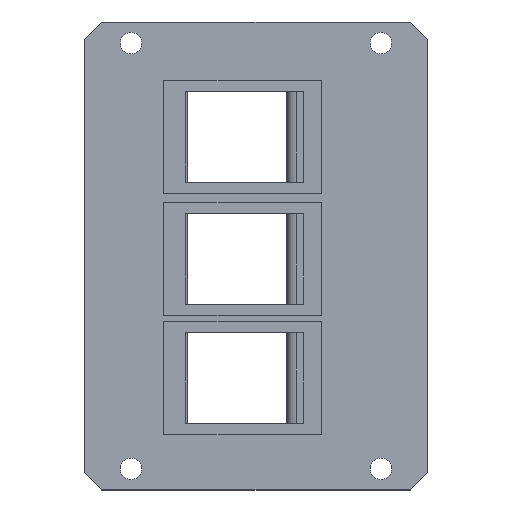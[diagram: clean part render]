
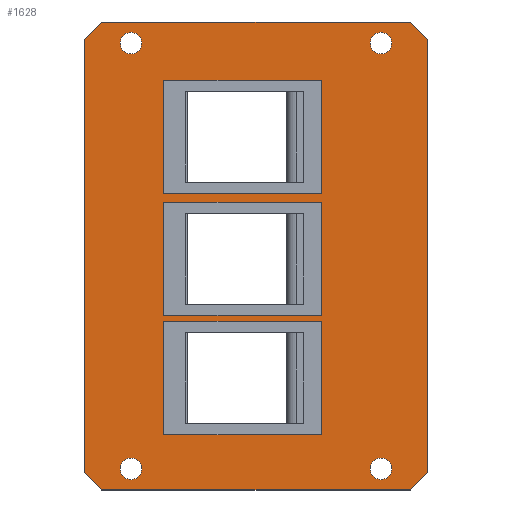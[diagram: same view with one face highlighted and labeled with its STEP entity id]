
A CAD part, top view. The second image highlights one B-rep face of the part: STEP entity #1628.
In plain terms, the highlighted planar face has unit normal (0, 0, 1).
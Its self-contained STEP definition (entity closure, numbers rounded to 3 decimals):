
#18=FACE_BOUND('',#215,.T.);
#19=FACE_BOUND('',#216,.T.);
#20=FACE_BOUND('',#217,.T.);
#21=FACE_BOUND('',#218,.T.);
#22=FACE_BOUND('',#219,.T.);
#23=FACE_BOUND('',#220,.T.);
#24=FACE_BOUND('',#221,.T.);
#39=CIRCLE('',#1718,1.8);
#41=CIRCLE('',#1721,1.8);
#43=CIRCLE('',#1724,1.8);
#45=CIRCLE('',#1727,1.8);
#131=FACE_OUTER_BOUND('',#214,.T.);
#214=EDGE_LOOP('',(#1429,#1430,#1431,#1432,#1433,#1434,#1435,#1436));
#215=EDGE_LOOP('',(#1437,#1438,#1439,#1440));
#216=EDGE_LOOP('',(#1441,#1442,#1443,#1444));
#217=EDGE_LOOP('',(#1445,#1446,#1447,#1448));
#218=EDGE_LOOP('',(#1449));
#219=EDGE_LOOP('',(#1450));
#220=EDGE_LOOP('',(#1451));
#221=EDGE_LOOP('',(#1452));
#230=LINE('',#2143,#441);
#236=LINE('',#2155,#447);
#284=LINE('',#2254,#495);
#287=LINE('',#2259,#498);
#291=LINE('',#2270,#502);
#297=LINE('',#2282,#508);
#345=LINE('',#2381,#556);
#348=LINE('',#2386,#559);
#352=LINE('',#2397,#563);
#358=LINE('',#2409,#569);
#406=LINE('',#2508,#617);
#409=LINE('',#2513,#620);
#417=LINE('',#2548,#628);
#421=LINE('',#2556,#632);
#424=LINE('',#2562,#635);
#427=LINE('',#2568,#638);
#430=LINE('',#2574,#641);
#433=LINE('',#2580,#644);
#436=LINE('',#2586,#647);
#439=LINE('',#2591,#650);
#441=VECTOR('',#1742,10.);
#447=VECTOR('',#1750,10.);
#495=VECTOR('',#1834,10.);
#498=VECTOR('',#1839,10.);
#502=VECTOR('',#1851,10.);
#508=VECTOR('',#1859,10.);
#556=VECTOR('',#1943,10.);
#559=VECTOR('',#1948,10.);
#563=VECTOR('',#1960,10.);
#569=VECTOR('',#1968,10.);
#617=VECTOR('',#2052,10.);
#620=VECTOR('',#2057,10.);
#628=VECTOR('',#2097,10.);
#632=VECTOR('',#2103,10.);
#635=VECTOR('',#2108,10.);
#638=VECTOR('',#2113,10.);
#641=VECTOR('',#2118,10.);
#644=VECTOR('',#2123,10.);
#647=VECTOR('',#2128,10.);
#650=VECTOR('',#2133,10.);
#652=VERTEX_POINT('',#2141);
#653=VERTEX_POINT('',#2142);
#658=VERTEX_POINT('',#2154);
#691=VERTEX_POINT('',#2253);
#694=VERTEX_POINT('',#2268);
#695=VERTEX_POINT('',#2269);
#700=VERTEX_POINT('',#2281);
#733=VERTEX_POINT('',#2380);
#736=VERTEX_POINT('',#2395);
#737=VERTEX_POINT('',#2396);
#742=VERTEX_POINT('',#2408);
#775=VERTEX_POINT('',#2507);
#779=VERTEX_POINT('',#2524);
#781=VERTEX_POINT('',#2530);
#783=VERTEX_POINT('',#2536);
#785=VERTEX_POINT('',#2542);
#786=VERTEX_POINT('',#2546);
#787=VERTEX_POINT('',#2547);
#790=VERTEX_POINT('',#2555);
#792=VERTEX_POINT('',#2561);
#794=VERTEX_POINT('',#2567);
#796=VERTEX_POINT('',#2573);
#798=VERTEX_POINT('',#2579);
#800=VERTEX_POINT('',#2585);
#802=EDGE_CURVE('',#652,#653,#230,.T.);
#808=EDGE_CURVE('',#658,#652,#236,.T.);
#858=EDGE_CURVE('',#691,#658,#284,.T.);
#861=EDGE_CURVE('',#653,#691,#287,.T.);
#865=EDGE_CURVE('',#694,#695,#291,.T.);
#871=EDGE_CURVE('',#700,#694,#297,.T.);
#921=EDGE_CURVE('',#733,#700,#345,.T.);
#924=EDGE_CURVE('',#695,#733,#348,.T.);
#928=EDGE_CURVE('',#736,#737,#352,.T.);
#934=EDGE_CURVE('',#742,#736,#358,.T.);
#984=EDGE_CURVE('',#775,#742,#406,.T.);
#987=EDGE_CURVE('',#737,#775,#409,.T.);
#993=EDGE_CURVE('',#779,#779,#39,.T.);
#996=EDGE_CURVE('',#781,#781,#41,.T.);
#999=EDGE_CURVE('',#783,#783,#43,.T.);
#1002=EDGE_CURVE('',#785,#785,#45,.T.);
#1003=EDGE_CURVE('',#786,#787,#417,.T.);
#1007=EDGE_CURVE('',#787,#790,#421,.T.);
#1010=EDGE_CURVE('',#792,#790,#424,.T.);
#1013=EDGE_CURVE('',#792,#794,#427,.T.);
#1016=EDGE_CURVE('',#794,#796,#430,.T.);
#1019=EDGE_CURVE('',#796,#798,#433,.T.);
#1022=EDGE_CURVE('',#800,#798,#436,.T.);
#1025=EDGE_CURVE('',#800,#786,#439,.T.);
#1429=ORIENTED_EDGE('',*,*,#1025,.T.);
#1430=ORIENTED_EDGE('',*,*,#1003,.T.);
#1431=ORIENTED_EDGE('',*,*,#1007,.T.);
#1432=ORIENTED_EDGE('',*,*,#1010,.F.);
#1433=ORIENTED_EDGE('',*,*,#1013,.T.);
#1434=ORIENTED_EDGE('',*,*,#1016,.T.);
#1435=ORIENTED_EDGE('',*,*,#1019,.T.);
#1436=ORIENTED_EDGE('',*,*,#1022,.F.);
#1437=ORIENTED_EDGE('',*,*,#928,.T.);
#1438=ORIENTED_EDGE('',*,*,#987,.T.);
#1439=ORIENTED_EDGE('',*,*,#984,.T.);
#1440=ORIENTED_EDGE('',*,*,#934,.T.);
#1441=ORIENTED_EDGE('',*,*,#865,.T.);
#1442=ORIENTED_EDGE('',*,*,#924,.T.);
#1443=ORIENTED_EDGE('',*,*,#921,.T.);
#1444=ORIENTED_EDGE('',*,*,#871,.T.);
#1445=ORIENTED_EDGE('',*,*,#802,.T.);
#1446=ORIENTED_EDGE('',*,*,#861,.T.);
#1447=ORIENTED_EDGE('',*,*,#858,.T.);
#1448=ORIENTED_EDGE('',*,*,#808,.T.);
#1449=ORIENTED_EDGE('',*,*,#1002,.T.);
#1450=ORIENTED_EDGE('',*,*,#999,.T.);
#1451=ORIENTED_EDGE('',*,*,#996,.T.);
#1452=ORIENTED_EDGE('',*,*,#993,.T.);
#1548=PLANE('',#1736);
#1628=ADVANCED_FACE('',(#131,#18,#19,#20,#21,#22,#23,#24),#1548,.T.);
#1718=AXIS2_PLACEMENT_3D('',#2526,#2072,#2073);
#1721=AXIS2_PLACEMENT_3D('',#2532,#2079,#2080);
#1724=AXIS2_PLACEMENT_3D('',#2538,#2086,#2087);
#1727=AXIS2_PLACEMENT_3D('',#2544,#2093,#2094);
#1736=AXIS2_PLACEMENT_3D('',#2593,#2135,#2136);
#1742=DIRECTION('',(-1.,0.,0.));
#1750=DIRECTION('',(0.,-1.,0.));
#1834=DIRECTION('',(1.,0.,0.));
#1839=DIRECTION('',(0.,1.,0.));
#1851=DIRECTION('',(-1.,0.,0.));
#1859=DIRECTION('',(0.,-1.,0.));
#1943=DIRECTION('',(1.,0.,0.));
#1948=DIRECTION('',(0.,1.,0.));
#1960=DIRECTION('',(-1.,0.,0.));
#1968=DIRECTION('',(0.,-1.,0.));
#2052=DIRECTION('',(1.,0.,0.));
#2057=DIRECTION('',(0.,1.,0.));
#2072=DIRECTION('center_axis',(0.,0.,-1.));
#2073=DIRECTION('ref_axis',(0.,-1.,0.));
#2079=DIRECTION('center_axis',(0.,0.,-1.));
#2080=DIRECTION('ref_axis',(0.,-1.,0.));
#2086=DIRECTION('center_axis',(0.,0.,-1.));
#2087=DIRECTION('ref_axis',(0.,-1.,0.));
#2093=DIRECTION('center_axis',(0.,0.,-1.));
#2094=DIRECTION('ref_axis',(0.,-1.,0.));
#2097=DIRECTION('',(-0.707,0.707,0.));
#2103=DIRECTION('',(-1.,0.,0.));
#2108=DIRECTION('',(0.707,0.707,0.));
#2113=DIRECTION('',(0.,-1.,0.));
#2118=DIRECTION('',(0.707,-0.707,0.));
#2123=DIRECTION('',(1.,0.,0.));
#2128=DIRECTION('',(-0.707,-0.707,0.));
#2133=DIRECTION('',(0.,1.,0.));
#2135=DIRECTION('center_axis',(0.,0.,1.));
#2136=DIRECTION('ref_axis',(0.,-1.,0.));
#2141=CARTESIAN_POINT('',(133.2,-123.585,5.404));
#2142=CARTESIAN_POINT('',(106.704,-123.585,5.404));
#2143=CARTESIAN_POINT('',(127.7,-123.585,5.404));
#2154=CARTESIAN_POINT('',(133.2,-104.589,5.404));
#2155=CARTESIAN_POINT('',(133.2,-119.337,5.404));
#2253=CARTESIAN_POINT('',(106.704,-104.589,5.404));
#2254=CARTESIAN_POINT('',(114.452,-104.589,5.404));
#2259=CARTESIAN_POINT('',(106.704,-128.835,5.404));
#2268=CARTESIAN_POINT('',(133.2,-144.085,5.404));
#2269=CARTESIAN_POINT('',(106.704,-144.085,5.404));
#2270=CARTESIAN_POINT('',(127.7,-144.085,5.404));
#2281=CARTESIAN_POINT('',(133.2,-125.089,5.404));
#2282=CARTESIAN_POINT('',(133.2,-129.587,5.404));
#2380=CARTESIAN_POINT('',(106.704,-125.089,5.404));
#2381=CARTESIAN_POINT('',(114.452,-125.089,5.404));
#2386=CARTESIAN_POINT('',(106.704,-139.085,5.404));
#2395=CARTESIAN_POINT('',(133.2,-164.085,5.404));
#2396=CARTESIAN_POINT('',(106.704,-164.085,5.404));
#2397=CARTESIAN_POINT('',(127.7,-164.085,5.404));
#2408=CARTESIAN_POINT('',(133.2,-145.089,5.404));
#2409=CARTESIAN_POINT('',(133.2,-139.587,5.404));
#2507=CARTESIAN_POINT('',(106.704,-145.089,5.404));
#2508=CARTESIAN_POINT('',(114.452,-145.089,5.404));
#2513=CARTESIAN_POINT('',(106.704,-149.085,5.404));
#2524=CARTESIAN_POINT('',(143.2,-168.035,5.404));
#2526=CARTESIAN_POINT('Origin',(143.2,-169.835,5.404));
#2530=CARTESIAN_POINT('',(101.2,-96.535,5.404));
#2532=CARTESIAN_POINT('Origin',(101.2,-98.335,5.404));
#2536=CARTESIAN_POINT('',(101.2,-168.035,5.404));
#2538=CARTESIAN_POINT('Origin',(101.2,-169.835,5.404));
#2542=CARTESIAN_POINT('',(143.2,-96.535,5.404));
#2544=CARTESIAN_POINT('Origin',(143.2,-98.335,5.404));
#2546=CARTESIAN_POINT('',(151.,-97.668,5.404));
#2547=CARTESIAN_POINT('',(148.117,-94.785,5.404));
#2548=CARTESIAN_POINT('',(151.,-97.668,5.404));
#2555=CARTESIAN_POINT('',(96.283,-94.785,5.404));
#2556=CARTESIAN_POINT('',(148.117,-94.785,5.404));
#2561=CARTESIAN_POINT('',(93.4,-97.668,5.404));
#2562=CARTESIAN_POINT('',(93.4,-97.668,5.404));
#2567=CARTESIAN_POINT('',(93.4,-170.502,5.404));
#2568=CARTESIAN_POINT('',(93.4,-97.668,5.404));
#2573=CARTESIAN_POINT('',(96.283,-173.385,5.404));
#2574=CARTESIAN_POINT('',(93.4,-170.502,5.404));
#2579=CARTESIAN_POINT('',(148.117,-173.385,5.404));
#2580=CARTESIAN_POINT('',(96.283,-173.385,5.404));
#2585=CARTESIAN_POINT('',(151.,-170.502,5.404));
#2586=CARTESIAN_POINT('',(151.,-170.502,5.404));
#2591=CARTESIAN_POINT('',(151.,-166.085,5.404));
#2593=CARTESIAN_POINT('Origin',(122.2,-134.085,5.404));
